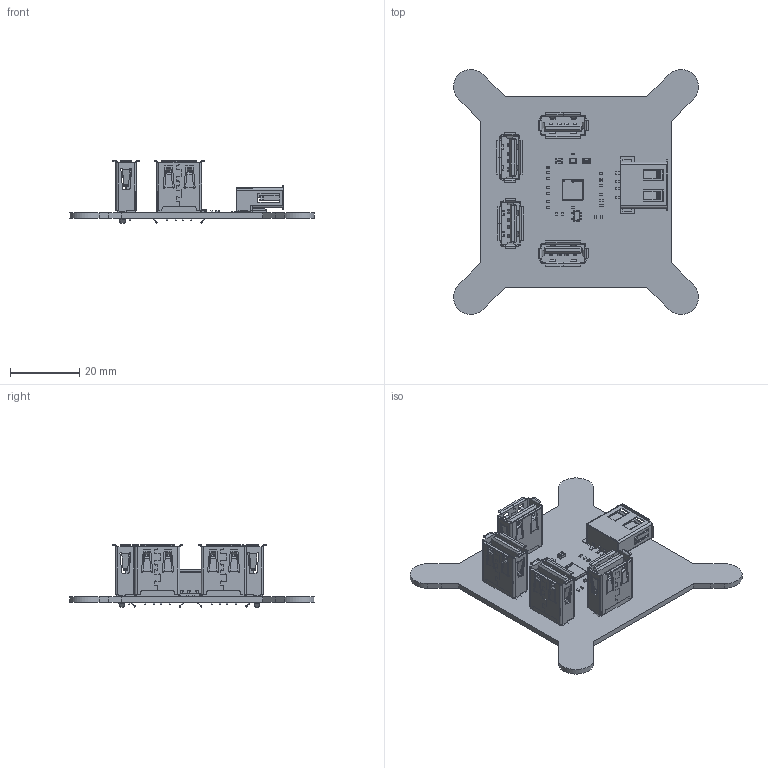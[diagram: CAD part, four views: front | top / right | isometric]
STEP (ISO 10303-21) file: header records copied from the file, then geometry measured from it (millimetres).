
FILE_DESCRIPTION(('Open CASCADE Model'),'2;1');
FILE_NAME('Open CASCADE Shape Model','2021-07-18T20:45:57',('Author'),( 'Open CASCADE'),'Open CASCADE STEP processor 6.8','Open CASCADE 6.8' ,'Unknown');
FILE_SCHEMA(('AUTOMOTIVE_DESIGN { 1 0 10303 214 1 1 1 1 }'));
Length unit declared in the file: millimetre
Products named in the file (73): PCB; Board; Open CASCADE STEP translator 6.8 4.1.1; J?; USB-A-S-S-B-SM2; _USB-A-S-SM2_S; _USB-A-S-B-SM2_B; _USB-A-S-SM2_P; X1; 5921790992; U2; mic5504-3_3ym5-tr; U1; IC_Microchip_USB2514B-I-M2_eec; Body; Pin; 0.4mm; Microchip_Logo_2.5mm; R4; RC0402JR-0756KL; R3; 5921793072; R2; R1; J5; uj2-av-w4-th; Open CASCADE STEP translator 6.8 4.10.1.1; Open CASCADE STEP translator 6.8 4.10.1.2; Open CASCADE STEP translator 6.8 4.10.1.3; Open CASCADE STEP translator 6.8 4.10.1.4; Open CASCADE STEP translator 6.8 4.10.1.5; Open CASCADE STEP translator 6.8 4.10.1.6; Open CASCADE STEP translator 6.8 4.10.1.7; Open CASCADE STEP translator 6.8 4.10.1.8; Open CASCADE STEP translator 6.8 4.10.1.9; Open CASCADE STEP translator 6.8 4.10.1.10; J4; J3; J2; D10 ...
Assembly tree (89 placements, depth 4):
  PCB
    Board
      Open CASCADE STEP translator 6.8 4.1.1
    J?
      USB-A-S-S-B-SM2
        _USB-A-S-SM2_S
        _USB-A-S-B-SM2_B
        _USB-A-S-SM2_P
    X1
      5921790992
    U2
      mic5504-3_3ym5-tr
    U1
      IC_Microchip_USB2514B-I-M2_eec
        Body
        Pin
        0.4mm
        Microchip_Logo_2.5mm
    R4
      RC0402JR-0756KL
    R3
      5921793072
    R2
      RC0402JR-0756KL
    R1
      5921793072
    J5
      uj2-av-w4-th
        Open CASCADE STEP translator 6.8 4.10.1.1
        Open CASCADE STEP translator 6.8 4.10.1.2
        Open CASCADE STEP translator 6.8 4.10.1.3
        Open CASCADE STEP translator 6.8 4.10.1.4
        Open CASCADE STEP translator 6.8 4.10.1.5
        Open CASCADE STEP translator 6.8 4.10.1.6
        Open CASCADE STEP translator 6.8 4.10.1.7
        Open CASCADE STEP translator 6.8 4.10.1.8
        Open CASCADE STEP translator 6.8 4.10.1.9
        Open CASCADE STEP translator 6.8 4.10.1.10
    J4
      uj2-av-w4-th
        Open CASCADE STEP translator 6.8 4.10.1.1
        Open CASCADE STEP translator 6.8 4.10.1.2
        Open CASCADE STEP translator 6.8 4.10.1.3
        Open CASCADE STEP translator 6.8 4.10.1.4
        Open CASCADE STEP translator 6.8 4.10.1.5
        Open CASCADE STEP translator 6.8 4.10.1.6
        Open CASCADE STEP translator 6.8 4.10.1.7
        Open CASCADE STEP translator 6.8 4.10.1.8
        Open CASCADE STEP translator 6.8 4.10.1.9
        Open CASCADE STEP translator 6.8 4.10.1.10
    J3
      uj2-av-w4-th
        Open CASCADE STEP translator 6.8 4.10.1.1
        Open CASCADE STEP translator 6.8 4.10.1.2
        Open CASCADE STEP translator 6.8 4.10.1.3
        Open CASCADE STEP translator 6.8 4.10.1.4
        Open CASCADE STEP translator 6.8 4.10.1.5
        Open CASCADE STEP translator 6.8 4.10.1.6
        Open CASCADE STEP translator 6.8 4.10.1.7
        Open CASCADE STEP translator 6.8 4.10.1.8
Bounding box: 70.62 x 70.62 x 17.95 mm (x, y, z)
Volume: 9009.8 mm3; surface area: 16167.1 mm2
Topology: 188 solids, 188 shells, 4628 faces, 11650 edges, 7284 vertices
Faces by surface type: plane 2925, cylinder 1294, bspline 251, sphere 124, torus 34
Full cylindrical faces by diameter (mm): 1.2 x2
Entity records: 75334 total; most frequent: CARTESIAN_POINT 13890, ORIENTED_EDGE 11116, DIRECTION 10596, EDGE_CURVE 5558, LINE 4196, VECTOR 4196, VERTEX_POINT 3556, AXIS2_PLACEMENT_3D 3200
